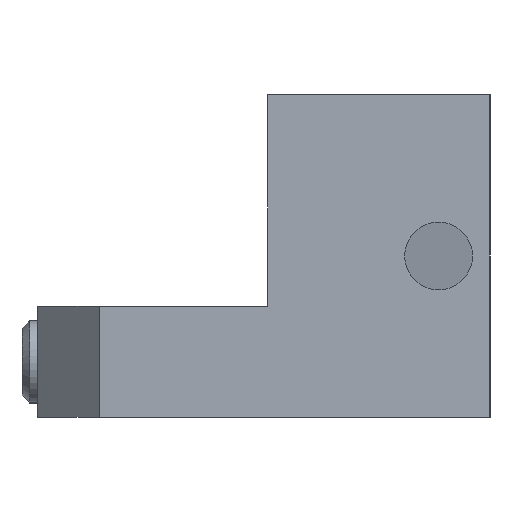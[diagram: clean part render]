
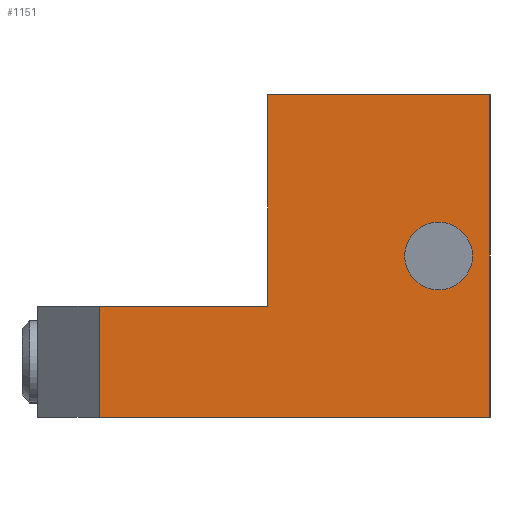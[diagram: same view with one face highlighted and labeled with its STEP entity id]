
A CAD part, left-side view. The second image highlights one B-rep face of the part: STEP entity #1151.
In plain terms, the highlighted planar face has unit normal (-1, 0, 0).
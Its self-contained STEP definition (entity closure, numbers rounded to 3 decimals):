
#8 = ORIENTED_EDGE ( 'NONE', *, *, #537, .T. ) ;
#32 = DIRECTION ( 'NONE',  ( -1., 0., 0. ) ) ;
#36 = DIRECTION ( 'NONE',  ( 0., 1., 0. ) ) ;
#44 = AXIS2_PLACEMENT_3D ( 'NONE', #282, #1062, #960 ) ;
#46 = LINE ( 'NONE', #383, #843 ) ;
#70 = LINE ( 'NONE', #1227, #471 ) ;
#92 = DIRECTION ( 'NONE',  ( 0., 0., 1. ) ) ;
#185 = DIRECTION ( 'NONE',  ( 0., -1., 0. ) ) ;
#202 = EDGE_CURVE ( 'NONE', #375, #642, #515, .T. ) ;
#271 = CARTESIAN_POINT ( 'NONE',  ( -16.227, 7.442, 29.55 ) ) ;
#272 = ORIENTED_EDGE ( 'NONE', *, *, #771, .F. ) ;
#275 = CARTESIAN_POINT ( 'NONE',  ( -16.227, -11.558, 39.85 ) ) ;
#282 = CARTESIAN_POINT ( 'NONE',  ( -16.227, 10.442, 39.85 ) ) ;
#302 = EDGE_CURVE ( 'NONE', #783, #642, #70, .T. ) ;
#316 = ORIENTED_EDGE ( 'NONE', *, *, #967, .F. ) ;
#344 = CARTESIAN_POINT ( 'NONE',  ( -16.227, -9.058, 32. ) ) ;
#357 = VECTOR ( 'NONE', #185, 1000. ) ;
#369 = CARTESIAN_POINT ( 'NONE',  ( -16.227, -0.758, 29.55 ) ) ;
#375 = VERTEX_POINT ( 'NONE', #1159 ) ;
#383 = CARTESIAN_POINT ( 'NONE',  ( -16.227, 7.442, 39.85 ) ) ;
#384 = CARTESIAN_POINT ( 'NONE',  ( -16.227, 10.442, 39.85 ) ) ;
#388 = VECTOR ( 'NONE', #809, 1000. ) ;
#389 = LINE ( 'NONE', #384, #357 ) ;
#395 = VERTEX_POINT ( 'NONE', #369 ) ;
#435 = VERTEX_POINT ( 'NONE', #987 ) ;
#453 = VERTEX_POINT ( 'NONE', #590 ) ;
#468 = CIRCLE ( 'NONE', #550, 1.65 ) ;
#471 = VECTOR ( 'NONE', #739, 1000. ) ;
#514 = CARTESIAN_POINT ( 'NONE',  ( -16.227, 10.442, 24.15 ) ) ;
#515 = LINE ( 'NONE', #514, #388 ) ;
#516 = VECTOR ( 'NONE', #92, 1000. ) ;
#531 = CARTESIAN_POINT ( 'NONE',  ( -16.227, -0.758, 29.55 ) ) ;
#537 = EDGE_CURVE ( 'NONE', #395, #1043, #1001, .T. ) ;
#539 = DIRECTION ( 'NONE',  ( 0., 0., 1. ) ) ;
#546 = ORIENTED_EDGE ( 'NONE', *, *, #302, .F. ) ;
#550 = AXIS2_PLACEMENT_3D ( 'NONE', #615, #32, #539 ) ;
#555 = EDGE_CURVE ( 'NONE', #892, #435, #793, .T. ) ;
#590 = CARTESIAN_POINT ( 'NONE',  ( -16.227, -0.758, 39.85 ) ) ;
#601 = VECTOR ( 'NONE', #36, 1000. ) ;
#615 = CARTESIAN_POINT ( 'NONE',  ( -16.227, -9.058, 32. ) ) ;
#623 = CARTESIAN_POINT ( 'NONE',  ( -16.227, -9.058, 33.65 ) ) ;
#642 = VERTEX_POINT ( 'NONE', #1253 ) ;
#658 = PLANE ( 'NONE',  #44 ) ;
#738 = EDGE_LOOP ( 'NONE', ( #8, #753, #769, #546, #272, #1161 ) ) ;
#739 = DIRECTION ( 'NONE',  ( 0., 0., -1. ) ) ;
#753 = ORIENTED_EDGE ( 'NONE', *, *, #1107, .T. ) ;
#769 = ORIENTED_EDGE ( 'NONE', *, *, #202, .T. ) ;
#771 = EDGE_CURVE ( 'NONE', #453, #783, #389, .T. ) ;
#783 = VERTEX_POINT ( 'NONE', #275 ) ;
#793 = CIRCLE ( 'NONE', #1018, 1.65 ) ;
#794 = FACE_OUTER_BOUND ( 'NONE', #738, .T. ) ;
#809 = DIRECTION ( 'NONE',  ( 0., -1., 0. ) ) ;
#811 = LINE ( 'NONE', #969, #516 ) ;
#837 = EDGE_CURVE ( 'NONE', #395, #453, #811, .T. ) ;
#843 = VECTOR ( 'NONE', #1056, 1000. ) ;
#892 = VERTEX_POINT ( 'NONE', #623 ) ;
#910 = DIRECTION ( 'NONE',  ( 0., 0., 1. ) ) ;
#911 = EDGE_LOOP ( 'NONE', ( #1276, #316 ) ) ;
#960 = DIRECTION ( 'NONE',  ( 0., 0., -1. ) ) ;
#967 = EDGE_CURVE ( 'NONE', #435, #892, #468, .T. ) ;
#969 = CARTESIAN_POINT ( 'NONE',  ( -16.227, -0.758, 39.85 ) ) ;
#987 = CARTESIAN_POINT ( 'NONE',  ( -16.227, -9.058, 30.35 ) ) ;
#1001 = LINE ( 'NONE', #531, #601 ) ;
#1018 = AXIS2_PLACEMENT_3D ( 'NONE', #344, #1125, #910 ) ;
#1043 = VERTEX_POINT ( 'NONE', #271 ) ;
#1052 = FACE_BOUND ( 'NONE', #911, .T. ) ;
#1056 = DIRECTION ( 'NONE',  ( 0., 0., -1. ) ) ;
#1062 = DIRECTION ( 'NONE',  ( 1., 0., 0. ) ) ;
#1107 = EDGE_CURVE ( 'NONE', #1043, #375, #46, .T. ) ;
#1125 = DIRECTION ( 'NONE',  ( -1., 0., 0. ) ) ;
#1151 = ADVANCED_FACE ( 'NONE', ( #1052, #794 ), #658, .F. ) ;
#1159 = CARTESIAN_POINT ( 'NONE',  ( -16.227, 7.442, 24.15 ) ) ;
#1161 = ORIENTED_EDGE ( 'NONE', *, *, #837, .F. ) ;
#1227 = CARTESIAN_POINT ( 'NONE',  ( -16.227, -11.558, 39.85 ) ) ;
#1253 = CARTESIAN_POINT ( 'NONE',  ( -16.227, -11.558, 24.15 ) ) ;
#1276 = ORIENTED_EDGE ( 'NONE', *, *, #555, .F. ) ;
